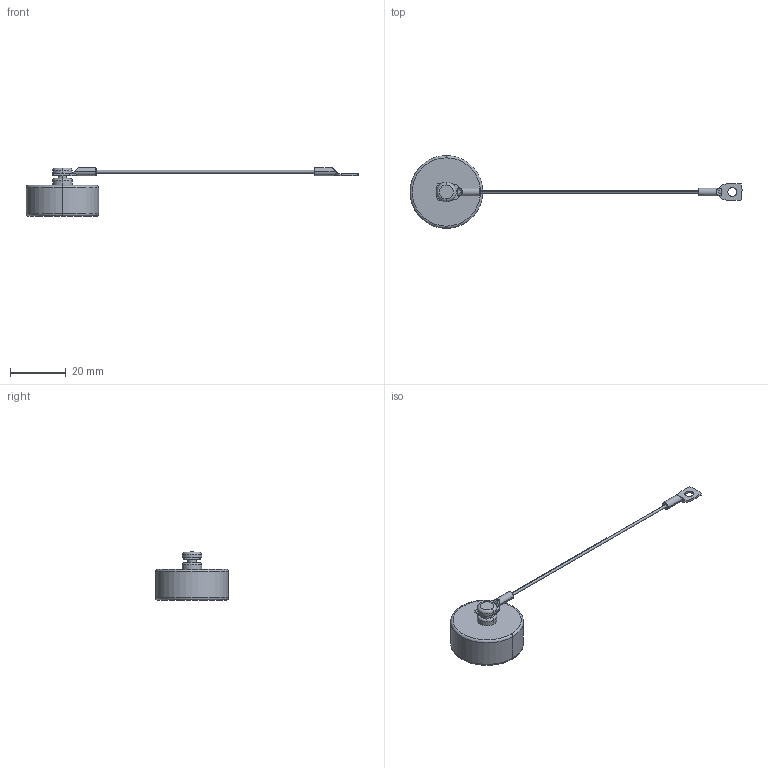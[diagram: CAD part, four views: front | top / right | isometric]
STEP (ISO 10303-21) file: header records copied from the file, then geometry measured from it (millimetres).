
FILE_DESCRIPTION((''),'2;1');
FILE_NAME('RC-Z2068','2011-08-17T',('vbengel'),(''),'PRO/ENGINEER BY PARAMETRIC TECHNOLOGY CORPORATION, 2010430','PRO/ENGINEER BY PARAMETRIC TECHNOLOGY CORPORATION, 2010430','');
FILE_SCHEMA(('AUTOMOTIVE_DESIGN { 1 0 10303 214 1 1 1 1 }'));
Length unit declared in the file: millimetre
Products named in the file (1): RC-Z2068
Bounding box: 118.67 x 26 x 17.3 mm (x, y, z)
Volume: 6200.5 mm3; surface area: 2628.8 mm2
Topology: 1 solids, 1 shells, 79 faces, 182 edges, 113 vertices
Faces by surface type: cylinder 36, plane 27, torus 8, cone 8
Entity records: 2507 total; most frequent: CARTESIAN_POINT 495, DIRECTION 428, ORIENTED_EDGE 364, EDGE_CURVE 182, AXIS2_PLACEMENT_3D 181, VERTEX_POINT 113, CIRCLE 102, EDGE_LOOP 89
